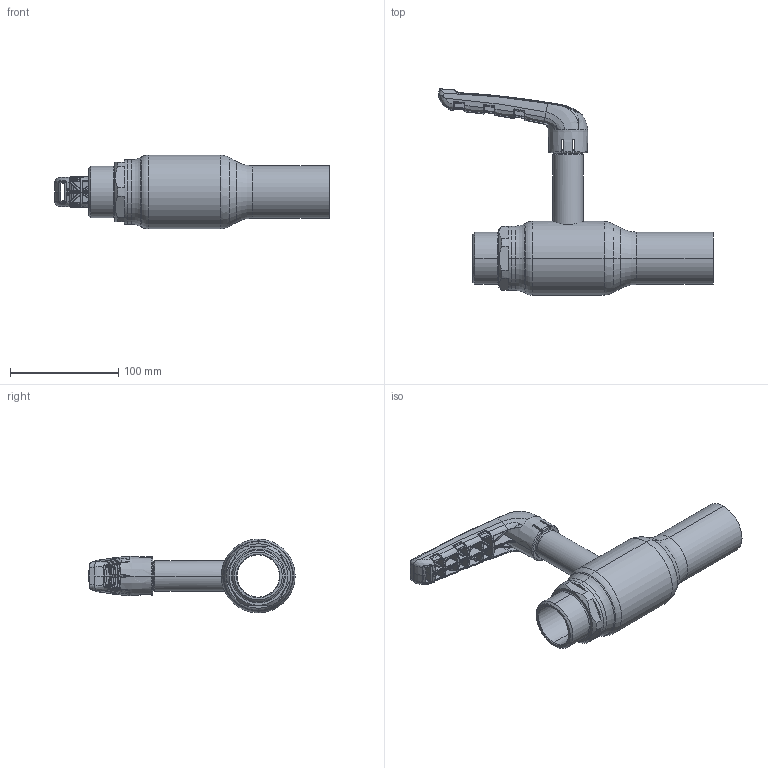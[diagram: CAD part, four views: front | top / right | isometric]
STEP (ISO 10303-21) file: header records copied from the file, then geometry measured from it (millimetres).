
FILE_DESCRIPTION (( 'STEP AP214' ), '1' );
FILE_NAME ('1040003701-2101.step', '2023-09-15T09:44:01', ( '' ), ( '' ), 'SwSTEP 2.0', 'SolidWorks 2021', '' );
FILE_SCHEMA (( 'AUTOMOTIVE_DESIGN' ));
Length unit declared in the file: millimetre
Products named in the file (1): 1040003701-2101
Bounding box: 253.35 x 190.31 x 68 mm (x, y, z)
Surface area: 85906.3 mm2 (no closed solid volume)
Topology: 0 solids, 11 shells, 743 faces, 2467 edges, 1603 vertices
Faces by surface type: bspline 614, plane 54, cylinder 26, cone 24, torus 19, sphere 6
Entity records: 56617 total; most frequent: CARTESIAN_POINT 33075, ORIENTED_EDGE 3883, EDGE_CURVE 2461, B_SPLINE_CURVE_WITH_KNOTS 1747, VERTEX_POINT 1603, DIRECTION 1511, EDGE_LOOP 750, UNCERTAINTY_MEASURE_WITH_UNIT 745
